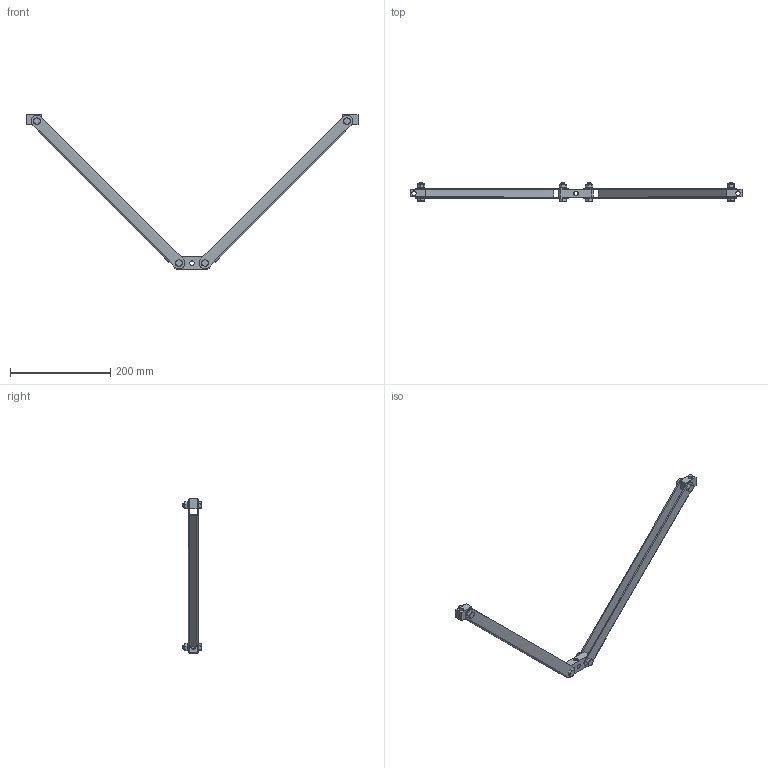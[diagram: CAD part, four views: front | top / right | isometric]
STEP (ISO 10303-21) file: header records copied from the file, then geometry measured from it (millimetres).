
FILE_DESCRIPTION(/* description */ (''),/* implementation_level */ '2;1');
FILE_NAME(/* name */ 'f03v-1005-0.stp',/* time_stamp */ '2021-05-11T15:26:04+02:00',/* author */ (''),/* organization */ (''),/* preprocessor_version */ 'ST-DEVELOPER v11',/* originating_system */ 'SIEMENS UGS NX 6.0',/* authorisation */ '');
FILE_SCHEMA (('CONFIG_CONTROL_DESIGN'));
Length unit declared in the file: millimetre
Products named in the file (1): perl9788xsjz
Bounding box: 661.69 x 36.4 x 308.34 mm (x, y, z)
Volume: 173699.5 mm3; surface area: 128859.6 mm2
Topology: 13 solids, 13 shells, 289 faces, 678 edges, 426 vertices
Faces by surface type: plane 134, cone 96, cylinder 51, torus 8
Full cylindrical faces by diameter (mm): 6.647 x4, 7.4 x4, 7.9 x4, 8 x4, 9 x19
Entity records: 7887 total; most frequent: CARTESIAN_POINT 1755, DIRECTION 1230, ORIENTED_EDGE 1130, EDGE_CURVE 565, AXIS2_PLACEMENT_3D 499, EDGE_LOOP 404, VERTEX_POINT 374, ADVANCED_FACE 289
